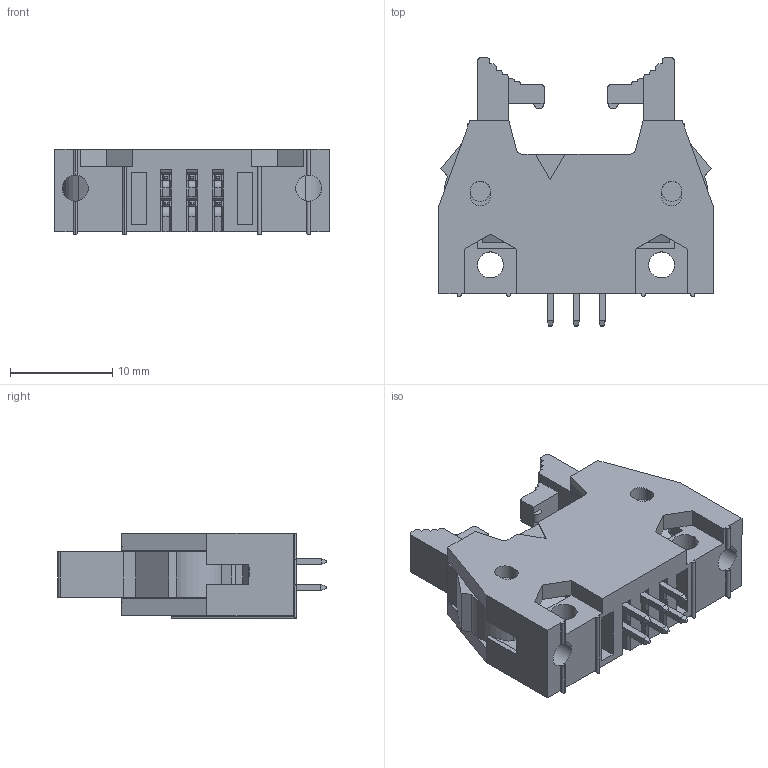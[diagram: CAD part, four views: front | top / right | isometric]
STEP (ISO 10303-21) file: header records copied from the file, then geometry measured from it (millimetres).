
FILE_DESCRIPTION (( 'STEP AP214' ), '1' );
FILE_NAME ('71918-206LF.STEP', '2023-05-03T22:48:15', ( '' ), ( '' ), 'SwSTEP 2.0', 'SolidWorks 2021', '' );
FILE_SCHEMA (( 'AUTOMOTIVE_DESIGN' ));
Length unit declared in the file: millimetre
Products named in the file (5): 77391_Y22^71918-206LF(2)_71918-206LF; 71918-206LF; 67017_Y06^71918-206LF(2)_71918-206LF; 71918-206LF(2)^71918-206LF; 67046-001^71918-206LF(2)_71918-206LF
Assembly tree (10 placements, depth 3):
  71918-206LF
    71918-206LF(2)^71918-206LF
      67017_Y06^71918-206LF(2)_71918-206LF
      77391_Y22^71918-206LF(2)_71918-206LF  x6
      67046-001^71918-206LF(2)_71918-206LF  x2
Bounding box: 26.92 x 26.29 x 8.4 mm (x, y, z)
Volume: 2313.6 mm3; surface area: 3493.3 mm2
Topology: 9 solids, 9 shells, 498 faces, 1346 edges, 872 vertices
Faces by surface type: plane 379, cylinder 105, sphere 8, torus 4, bspline 2
Entity records: 12486 total; most frequent: CARTESIAN_POINT 2586, ORIENTED_EDGE 2082, DIRECTION 1933, EDGE_CURVE 1041, LINE 857, VECTOR 857, VERTEX_POINT 676, AXIS2_PLACEMENT_3D 538
